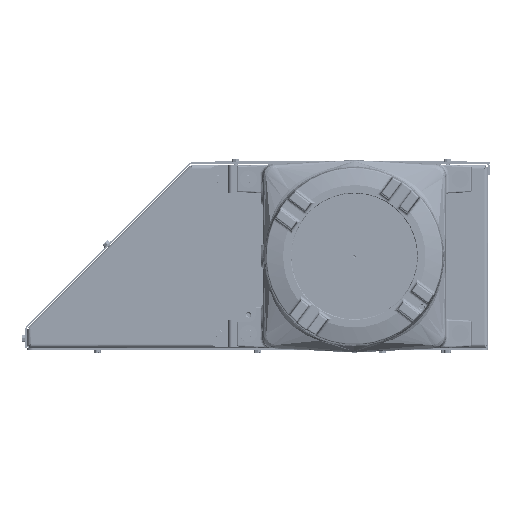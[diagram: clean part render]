
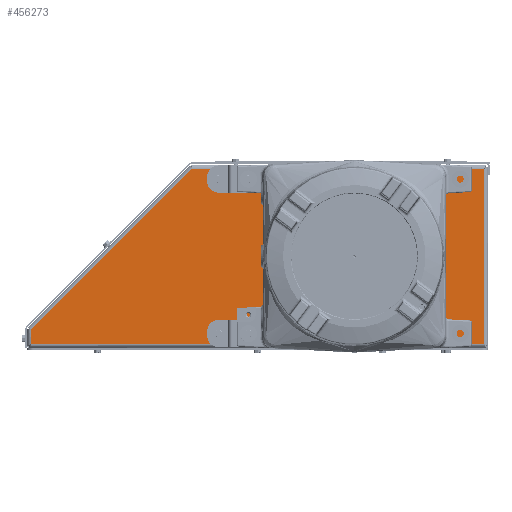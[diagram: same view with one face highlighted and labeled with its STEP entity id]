
A CAD part, left-side view. The second image highlights one B-rep face of the part: STEP entity #456273.
In plain terms, the highlighted planar face has unit normal (-1, 0, 0).
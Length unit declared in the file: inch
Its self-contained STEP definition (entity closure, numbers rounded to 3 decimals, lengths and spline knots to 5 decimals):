
#8391 = CARTESIAN_POINT ( 'NONE',  ( -24.7255, -9.2656, 3.23018 ) ) ;
#8898 = DIRECTION ( 'NONE',  ( 0., 0., 1. ) ) ;
#9497 = AXIS2_PLACEMENT_3D ( 'NONE', #190276, #474684, #468787 ) ;
#9640 = ORIENTED_EDGE ( 'NONE', *, *, #285782, .T. ) ;
#11412 = VERTEX_POINT ( 'NONE', #68436 ) ;
#11997 = LINE ( 'NONE', #281449, #320073 ) ;
#13290 = DIRECTION ( 'NONE',  ( 0., -1., 0. ) ) ;
#22782 = CARTESIAN_POINT ( 'NONE',  ( -24.7255, -6.8153, -1.54512 ) ) ;
#26084 = DIRECTION ( 'NONE',  ( 1., 0., 0. ) ) ;
#28379 = CARTESIAN_POINT ( 'NONE',  ( -24.7255, -68.35565, 75.00377 ) ) ;
#33375 = CARTESIAN_POINT ( 'NONE',  ( -24.7255, 1.70993, 3.11363 ) ) ;
#42197 = EDGE_CURVE ( 'NONE', #182287, #396058, #11997, .T. ) ;
#49792 = EDGE_CURVE ( 'NONE', #65214, #182287, #540104, .T. ) ;
#50414 = FACE_BOUND ( 'NONE', #517700, .T. ) ;
#58240 = LINE ( 'NONE', #240727, #275585 ) ;
#60937 = CARTESIAN_POINT ( 'NONE',  ( -24.7255, -110.7183, 3.78018 ) ) ;
#65214 = VERTEX_POINT ( 'NONE', #417072 ) ;
#68436 = CARTESIAN_POINT ( 'NONE',  ( -24.7255, 1.71115, -3.63637 ) ) ;
#68473 = EDGE_CURVE ( 'NONE', #153799, #11412, #87476, .T. ) ;
#74404 = ORIENTED_EDGE ( 'NONE', *, *, #49792, .T. ) ;
#75117 = CIRCLE ( 'NONE', #132613, 0.6875 ) ;
#77357 = VECTOR ( 'NONE', #8898, 39.37008 ) ;
#85150 = DIRECTION ( 'NONE',  ( 0., 0.707, -0.707 ) ) ;
#87476 = CIRCLE ( 'NONE', #163823, 0.21625 ) ;
#90442 = EDGE_CURVE ( 'NONE', #109791, #226227, #150502, .T. ) ;
#92841 = CARTESIAN_POINT ( 'NONE',  ( -24.7255, 1.70993, 3.54613 ) ) ;
#94311 = VECTOR ( 'NONE', #85150, 39.37008 ) ;
#103683 = CIRCLE ( 'NONE', #438287, 0.21625 ) ;
#104817 = DIRECTION ( 'NONE',  ( 1., 0., 0. ) ) ;
#109726 = DIRECTION ( 'NONE',  ( 0., 0., -1. ) ) ;
#109791 = VERTEX_POINT ( 'NONE', #403939 ) ;
#115846 = CARTESIAN_POINT ( 'NONE',  ( -24.7255, -9.8906, 3.78018 ) ) ;
#118723 = ORIENTED_EDGE ( 'NONE', *, *, #280918, .T. ) ;
#123935 = ORIENTED_EDGE ( 'NONE', *, *, #68473, .T. ) ;
#132421 = CARTESIAN_POINT ( 'NONE',  ( -24.7255, 1.71115, -3.20387 ) ) ;
#132613 = AXIS2_PLACEMENT_3D ( 'NONE', #505479, #367744, #331694 ) ;
#133637 = CIRCLE ( 'NONE', #592567, 0.6875 ) ;
#146006 = FACE_BOUND ( 'NONE', #473815, .T. ) ;
#149393 = LINE ( 'NONE', #508816, #77357 ) ;
#150502 = CIRCLE ( 'NONE', #437438, 0.075 ) ;
#153449 = DIRECTION ( 'NONE',  ( -1., 0., 0. ) ) ;
#153799 = VERTEX_POINT ( 'NONE', #132421 ) ;
#157804 = CARTESIAN_POINT ( 'NONE',  ( -24.7255, 0., 0. ) ) ;
#163823 = AXIS2_PLACEMENT_3D ( 'NONE', #241760, #334606, #466369 ) ;
#164478 = VECTOR ( 'NONE', #291270, 39.37008 ) ;
#167832 = ORIENTED_EDGE ( 'NONE', *, *, #366293, .F. ) ;
#167831 = DIRECTION ( 'NONE',  ( 1., 0., 0. ) ) ;
#171495 = CARTESIAN_POINT ( 'NONE',  ( -24.7255, -6.8153, 2.14238 ) ) ;
#182287 = VERTEX_POINT ( 'NONE', #416456 ) ;
#182579 = EDGE_CURVE ( 'NONE', #476671, #255599, #525699, .T. ) ;
#190276 = CARTESIAN_POINT ( 'NONE',  ( -24.7255, -6.8153, 1.45488 ) ) ;
#193298 = CIRCLE ( 'NONE', #260447, 0.21625 ) ;
#208937 = EDGE_CURVE ( 'NONE', #255599, #476671, #310602, .T. ) ;
#210756 = VERTEX_POINT ( 'NONE', #476768 ) ;
#217212 = ORIENTED_EDGE ( 'NONE', *, *, #434631, .T. ) ;
#220665 = CIRCLE ( 'NONE', #555313, 0.21625 ) ;
#225096 = VERTEX_POINT ( 'NONE', #115846 ) ;
#226227 = VERTEX_POINT ( 'NONE', #8391 ) ;
#226504 = CARTESIAN_POINT ( 'NONE',  ( -24.7255, -6.8153, -0.85762 ) ) ;
#228258 = ORIENTED_EDGE ( 'NONE', *, *, #419976, .T. ) ;
#229223 = CARTESIAN_POINT ( 'NONE',  ( -24.7255, 1.71115, -3.42012 ) ) ;
#235832 = FACE_BOUND ( 'NONE', #268449, .T. ) ;
#236590 = EDGE_LOOP ( 'NONE', ( #499182, #484205 ) ) ;
#240727 = CARTESIAN_POINT ( 'NONE',  ( -24.7255, 110.7183, -3.87042 ) ) ;
#241760 = CARTESIAN_POINT ( 'NONE',  ( -24.7255, 1.71115, -3.42012 ) ) ;
#255599 = VERTEX_POINT ( 'NONE', #538035 ) ;
#260447 = AXIS2_PLACEMENT_3D ( 'NONE', #229223, #403121, #310234 ) ;
#264136 = DIRECTION ( 'NONE',  ( 0., 0., -1. ) ) ;
#268449 = EDGE_LOOP ( 'NONE', ( #375647, #123935 ) ) ;
#275585 = VECTOR ( 'NONE', #13290, 39.37008 ) ;
#280918 = EDGE_CURVE ( 'NONE', #210756, #290464, #75117, .T. ) ;
#281449 = CARTESIAN_POINT ( 'NONE',  ( -24.7255, 9.8906, 97.48288 ) ) ;
#285782 = EDGE_CURVE ( 'NONE', #396058, #552984, #58240, .T. ) ;
#285858 = CARTESIAN_POINT ( 'NONE',  ( -24.7255, -9.8906, -3.87042 ) ) ;
#290464 = VERTEX_POINT ( 'NONE', #226504 ) ;
#291270 = DIRECTION ( 'NONE',  ( 0., 1., 0. ) ) ;
#294078 = ORIENTED_EDGE ( 'NONE', *, *, #468532, .T. ) ;
#299838 = ORIENTED_EDGE ( 'NONE', *, *, #182579, .T. ) ;
#300802 = AXIS2_PLACEMENT_3D ( 'NONE', #578030, #167831, #305611 ) ;
#305611 = DIRECTION ( 'NONE',  ( 0., 0., -1. ) ) ;
#310234 = DIRECTION ( 'NONE',  ( 0., 0., -1. ) ) ;
#310602 = CIRCLE ( 'NONE', #300802, 0.6875 ) ;
#310800 = CARTESIAN_POINT ( 'NONE',  ( -24.7255, 9.8906, -3.87042 ) ) ;
#311975 = DIRECTION ( 'NONE',  ( 1., 0., 0. ) ) ;
#320073 = VECTOR ( 'NONE', #556793, 39.37008 ) ;
#328635 = PLANE ( 'NONE',  #417200 ) ;
#331694 = DIRECTION ( 'NONE',  ( 0., 0., -1. ) ) ;
#334606 = DIRECTION ( 'NONE',  ( 1., 0., 0. ) ) ;
#335246 = DIRECTION ( 'NONE',  ( 0., 0., -1. ) ) ;
#338012 = DIRECTION ( 'NONE',  ( -1., 0., 0. ) ) ;
#366293 = EDGE_CURVE ( 'NONE', #226227, #109791, #480452, .T. ) ;
#367744 = DIRECTION ( 'NONE',  ( 1., 0., 0. ) ) ;
#375647 = ORIENTED_EDGE ( 'NONE', *, *, #504552, .T. ) ;
#382378 = EDGE_LOOP ( 'NONE', ( #515729, #299838 ) ) ;
#390448 = ORIENTED_EDGE ( 'NONE', *, *, #90442, .F. ) ;
#391775 = DIRECTION ( 'NONE',  ( 0., 0., 1. ) ) ;
#396058 = VERTEX_POINT ( 'NONE', #310800 ) ;
#403121 = DIRECTION ( 'NONE',  ( 1., 0., 0. ) ) ;
#403745 = EDGE_LOOP ( 'NONE', ( #482897, #9640, #294078, #228258, #74404 ) ) ;
#403939 = CARTESIAN_POINT ( 'NONE',  ( -24.7255, -9.2656, 3.08018 ) ) ;
#416456 = CARTESIAN_POINT ( 'NONE',  ( -24.7255, 9.8906, -3.24248 ) ) ;
#417072 = CARTESIAN_POINT ( 'NONE',  ( -24.7255, 2.86794, 3.78018 ) ) ;
#417200 = AXIS2_PLACEMENT_3D ( 'NONE', #157804, #26084, #472316 ) ;
#418570 = FACE_OUTER_BOUND ( 'NONE', #403745, .T. ) ;
#419976 = EDGE_CURVE ( 'NONE', #225096, #65214, #524676, .T. ) ;
#421622 = FACE_BOUND ( 'NONE', #382378, .T. ) ;
#428163 = CARTESIAN_POINT ( 'NONE',  ( -24.7255, 1.70993, 3.32988 ) ) ;
#434631 = EDGE_CURVE ( 'NONE', #290464, #210756, #133637, .T. ) ;
#437438 = AXIS2_PLACEMENT_3D ( 'NONE', #515737, #153449, #557698 ) ;
#438287 = AXIS2_PLACEMENT_3D ( 'NONE', #455686, #311975, #264136 ) ;
#455686 = CARTESIAN_POINT ( 'NONE',  ( -24.7255, 1.70993, 3.32988 ) ) ;
#456273 = ADVANCED_FACE ( 'NONE', ( #146006, #460539, #235832, #421622, #50414, #418570 ), #328635, .F. ) ;
#460378 = VERTEX_POINT ( 'NONE', #33375 ) ;
#460539 = FACE_BOUND ( 'NONE', #236590, .T. ) ;
#466369 = DIRECTION ( 'NONE',  ( 0., 0., -1. ) ) ;
#468532 = EDGE_CURVE ( 'NONE', #552984, #225096, #149393, .T. ) ;
#468787 = DIRECTION ( 'NONE',  ( 0., 0., -1. ) ) ;
#471959 = DIRECTION ( 'NONE',  ( 1., 0., 0. ) ) ;
#472316 = DIRECTION ( 'NONE',  ( 0., 0., -1. ) ) ;
#472757 = CARTESIAN_POINT ( 'NONE',  ( -24.7255, -9.2656, 3.15518 ) ) ;
#473815 = EDGE_LOOP ( 'NONE', ( #167832, #390448 ) ) ;
#474684 = DIRECTION ( 'NONE',  ( 1., 0., 0. ) ) ;
#476671 = VERTEX_POINT ( 'NONE', #171495 ) ;
#476768 = CARTESIAN_POINT ( 'NONE',  ( -24.7255, -6.8153, -2.23262 ) ) ;
#480452 = CIRCLE ( 'NONE', #499591, 0.075 ) ;
#482897 = ORIENTED_EDGE ( 'NONE', *, *, #42197, .T. ) ;
#484205 = ORIENTED_EDGE ( 'NONE', *, *, #538899, .T. ) ;
#499182 = ORIENTED_EDGE ( 'NONE', *, *, #532311, .T. ) ;
#499591 = AXIS2_PLACEMENT_3D ( 'NONE', #472757, #338012, #391775 ) ;
#504552 = EDGE_CURVE ( 'NONE', #11412, #153799, #193298, .T. ) ;
#505479 = CARTESIAN_POINT ( 'NONE',  ( -24.7255, -6.8153, -1.54512 ) ) ;
#508816 = CARTESIAN_POINT ( 'NONE',  ( -24.7255, -9.8906, -104.69812 ) ) ;
#515729 = ORIENTED_EDGE ( 'NONE', *, *, #208937, .T. ) ;
#515737 = CARTESIAN_POINT ( 'NONE',  ( -24.7255, -9.2656, 3.15518 ) ) ;
#517700 = EDGE_LOOP ( 'NONE', ( #118723, #217212 ) ) ;
#524676 = LINE ( 'NONE', #60937, #164478 ) ;
#525699 = CIRCLE ( 'NONE', #9497, 0.6875 ) ;
#532311 = EDGE_CURVE ( 'NONE', #460378, #558277, #103683, .T. ) ;
#538035 = CARTESIAN_POINT ( 'NONE',  ( -24.7255, -6.8153, 0.76738 ) ) ;
#538899 = EDGE_CURVE ( 'NONE', #558277, #460378, #220665, .T. ) ;
#540104 = LINE ( 'NONE', #28379, #94311 ) ;
#552984 = VERTEX_POINT ( 'NONE', #285858 ) ;
#555313 = AXIS2_PLACEMENT_3D ( 'NONE', #428163, #104817, #335246 ) ;
#556793 = DIRECTION ( 'NONE',  ( 0., 0., -1. ) ) ;
#557698 = DIRECTION ( 'NONE',  ( 0., 0., 1. ) ) ;
#558277 = VERTEX_POINT ( 'NONE', #92841 ) ;
#578030 = CARTESIAN_POINT ( 'NONE',  ( -24.7255, -6.8153, 1.45488 ) ) ;
#592567 = AXIS2_PLACEMENT_3D ( 'NONE', #22782, #471959, #109726 ) ;
